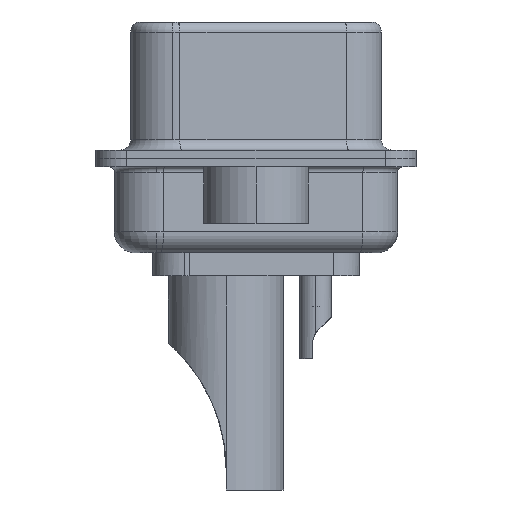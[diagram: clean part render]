
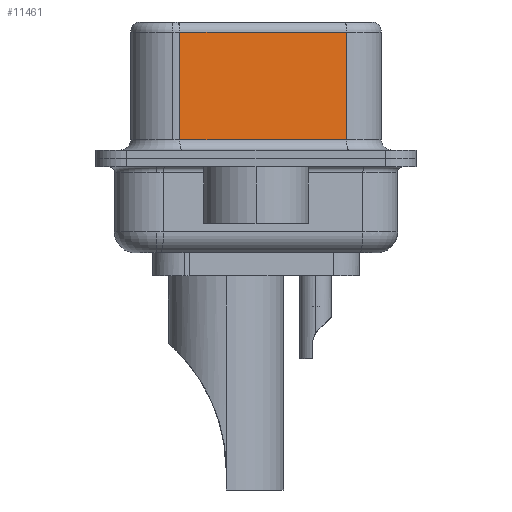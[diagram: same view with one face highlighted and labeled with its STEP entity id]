
A CAD part, left-side view. The second image highlights one B-rep face of the part: STEP entity #11461.
In plain terms, the highlighted planar face has unit normal (-0.985, -0.174, 0).
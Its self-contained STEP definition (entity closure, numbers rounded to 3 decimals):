
#30 = VERTEX_POINT ( 'NONE', #5692 ) ;
#1814 = LINE ( 'NONE', #3294, #5776 ) ;
#1838 = VECTOR ( 'NONE', #15576, 1000. ) ;
#2358 = VECTOR ( 'NONE', #16547, 1000. ) ;
#2390 = ORIENTED_EDGE ( 'NONE', *, *, #5306, .T. ) ;
#2709 = ORIENTED_EDGE ( 'NONE', *, *, #15133, .F. ) ;
#3294 = CARTESIAN_POINT ( 'NONE',  ( 5.132, -4.322, 0.9 ) ) ;
#3357 = DIRECTION ( 'NONE',  ( 0.174, -0.985, 0. ) ) ;
#3593 = CARTESIAN_POINT ( 'NONE',  ( 3.73, 3.628, 0.9 ) ) ;
#5306 = EDGE_CURVE ( 'NONE', #16111, #30, #19008, .T. ) ;
#5692 = CARTESIAN_POINT ( 'NONE',  ( 3.73, 3.628, 6.02 ) ) ;
#5776 = VECTOR ( 'NONE', #3357, 1000. ) ;
#6322 = LINE ( 'NONE', #15714, #1838 ) ;
#6560 = DIRECTION ( 'NONE',  ( -0.174, 0.985, 0. ) ) ;
#7067 = ORIENTED_EDGE ( 'NONE', *, *, #15631, .T. ) ;
#7542 = FACE_OUTER_BOUND ( 'NONE', #19992, .T. ) ;
#9601 = DIRECTION ( 'NONE',  ( -0.174, 0.985, 0. ) ) ;
#11064 = AXIS2_PLACEMENT_3D ( 'NONE', #21572, #16577, #6560 ) ;
#11461 = ADVANCED_FACE ( 'NONE', ( #7542 ), #14887, .F. ) ;
#14327 = CARTESIAN_POINT ( 'NONE',  ( 5.132, -4.322, 6.02 ) ) ;
#14540 = VECTOR ( 'NONE', #9601, 1000. ) ;
#14568 = CARTESIAN_POINT ( 'NONE',  ( 5.132, -4.322, 6.02 ) ) ;
#14887 = PLANE ( 'NONE',  #11064 ) ;
#15133 = EDGE_CURVE ( 'NONE', #16111, #20238, #6322, .T. ) ;
#15576 = DIRECTION ( 'NONE',  ( 0., 0., -1. ) ) ;
#15631 = EDGE_CURVE ( 'NONE', #30, #19242, #16237, .T. ) ;
#15711 = EDGE_CURVE ( 'NONE', #19242, #20238, #1814, .T. ) ;
#15714 = CARTESIAN_POINT ( 'NONE',  ( 5.132, -4.322, 6.52 ) ) ;
#16111 = VERTEX_POINT ( 'NONE', #14327 ) ;
#16237 = LINE ( 'NONE', #19905, #2358 ) ;
#16547 = DIRECTION ( 'NONE',  ( 0., 0., -1. ) ) ;
#16577 = DIRECTION ( 'NONE',  ( 0.985, 0.174, 0. ) ) ;
#19008 = LINE ( 'NONE', #14568, #14540 ) ;
#19242 = VERTEX_POINT ( 'NONE', #3593 ) ;
#19905 = CARTESIAN_POINT ( 'NONE',  ( 3.73, 3.628, 6.52 ) ) ;
#19992 = EDGE_LOOP ( 'NONE', ( #2709, #2390, #7067, #21598 ) ) ;
#20238 = VERTEX_POINT ( 'NONE', #21414 ) ;
#21414 = CARTESIAN_POINT ( 'NONE',  ( 5.132, -4.322, 0.9 ) ) ;
#21572 = CARTESIAN_POINT ( 'NONE',  ( 5.132, -4.322, 6.52 ) ) ;
#21598 = ORIENTED_EDGE ( 'NONE', *, *, #15711, .T. ) ;
